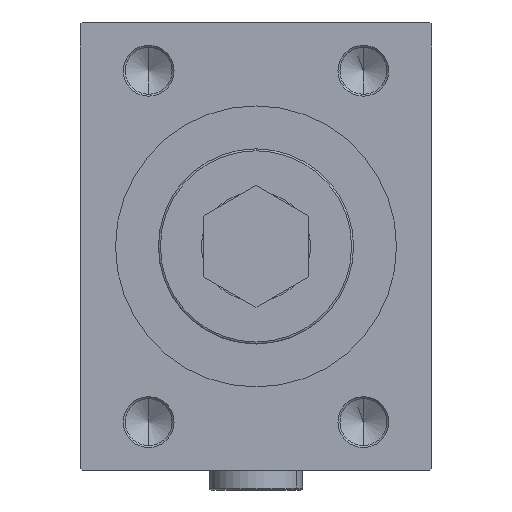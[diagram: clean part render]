
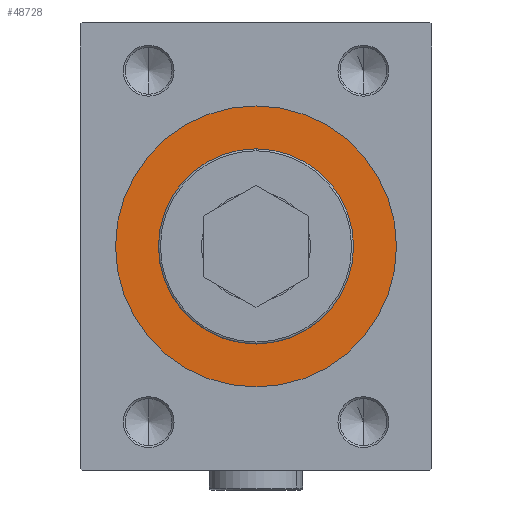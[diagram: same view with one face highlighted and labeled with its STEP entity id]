
A CAD part, left-side view. The second image highlights one B-rep face of the part: STEP entity #48728.
In plain terms, the highlighted face is planar.
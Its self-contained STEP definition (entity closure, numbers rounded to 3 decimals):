
#142 = VERTEX_POINT ( 'NONE', #31308 ) ;
#1718 = EDGE_CURVE ( 'NONE', #142, #35670, #13550, .T. ) ;
#2531 = AXIS2_PLACEMENT_3D ( 'NONE', #40614, #5451, #10526 ) ;
#3092 = ORIENTED_EDGE ( 'NONE', *, *, #1718, .T. ) ;
#5273 = CARTESIAN_POINT ( 'NONE',  ( 118.7, 0., -36. ) ) ;
#5451 = DIRECTION ( 'NONE',  ( 1., 0., 0. ) ) ;
#5541 = DIRECTION ( 'NONE',  ( 1., 0., 0. ) ) ;
#5751 = DIRECTION ( 'NONE',  ( 0., 0., -1. ) ) ;
#6697 = DIRECTION ( 'NONE',  ( 0., 0., -1. ) ) ;
#7243 = FACE_OUTER_BOUND ( 'NONE', #44435, .T. ) ;
#8486 = CIRCLE ( 'NONE', #24210, 25. ) ;
#10382 = DIRECTION ( 'NONE',  ( 1., 0., 0. ) ) ;
#10526 = DIRECTION ( 'NONE',  ( 0., 0., -1. ) ) ;
#10926 = DIRECTION ( 'NONE',  ( 0., 0., -1. ) ) ;
#12212 = CIRCLE ( 'NONE', #35062, 25. ) ;
#12562 = EDGE_CURVE ( 'NONE', #26810, #43493, #12212, .T. ) ;
#13550 = CIRCLE ( 'NONE', #2531, 36. ) ;
#14785 = AXIS2_PLACEMENT_3D ( 'NONE', #29180, #5541, #43984 ) ;
#15119 = FACE_BOUND ( 'NONE', #27263, .T. ) ;
#15312 = ORIENTED_EDGE ( 'NONE', *, *, #17126, .F. ) ;
#17126 = EDGE_CURVE ( 'NONE', #43493, #26810, #8486, .T. ) ;
#21021 = DIRECTION ( 'NONE',  ( 1., 0., 0. ) ) ;
#23311 = ORIENTED_EDGE ( 'NONE', *, *, #41064, .T. ) ;
#24210 = AXIS2_PLACEMENT_3D ( 'NONE', #35829, #21021, #5751 ) ;
#26810 = VERTEX_POINT ( 'NONE', #43732 ) ;
#27263 = EDGE_LOOP ( 'NONE', ( #15312, #41333 ) ) ;
#28534 = CARTESIAN_POINT ( 'NONE',  ( 118.7, 0., 25. ) ) ;
#29180 = CARTESIAN_POINT ( 'NONE',  ( 118.7, 0., 0. ) ) ;
#29205 = AXIS2_PLACEMENT_3D ( 'NONE', #33366, #41254, #10926 ) ;
#29670 = PLANE ( 'NONE',  #29205 ) ;
#31308 = CARTESIAN_POINT ( 'NONE',  ( 118.7, 0., 36. ) ) ;
#33366 = CARTESIAN_POINT ( 'NONE',  ( 118.7, 0., 0. ) ) ;
#35062 = AXIS2_PLACEMENT_3D ( 'NONE', #47871, #10382, #6697 ) ;
#35670 = VERTEX_POINT ( 'NONE', #5273 ) ;
#35829 = CARTESIAN_POINT ( 'NONE',  ( 118.7, 0., 0. ) ) ;
#36050 = CIRCLE ( 'NONE', #14785, 36. ) ;
#40614 = CARTESIAN_POINT ( 'NONE',  ( 118.7, 0., 0. ) ) ;
#41064 = EDGE_CURVE ( 'NONE', #35670, #142, #36050, .T. ) ;
#41254 = DIRECTION ( 'NONE',  ( 1., 0., 0. ) ) ;
#41333 = ORIENTED_EDGE ( 'NONE', *, *, #12562, .F. ) ;
#43493 = VERTEX_POINT ( 'NONE', #28534 ) ;
#43732 = CARTESIAN_POINT ( 'NONE',  ( 118.7, 0., -25. ) ) ;
#43984 = DIRECTION ( 'NONE',  ( 0., 0., -1. ) ) ;
#44435 = EDGE_LOOP ( 'NONE', ( #23311, #3092 ) ) ;
#47871 = CARTESIAN_POINT ( 'NONE',  ( 118.7, 0., 0. ) ) ;
#48728 = ADVANCED_FACE ( 'NONE', ( #15119, #7243 ), #29670, .T. ) ;
